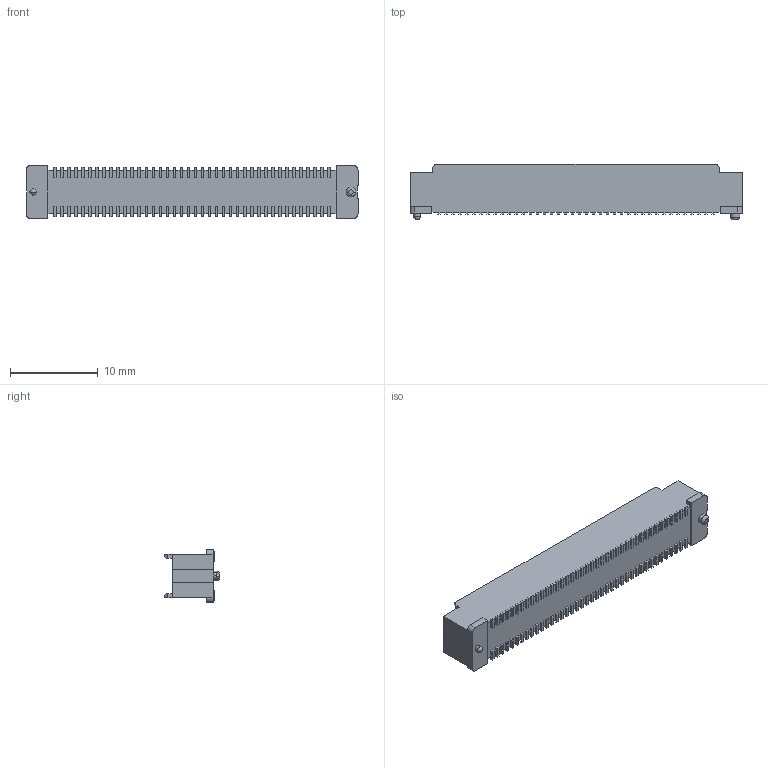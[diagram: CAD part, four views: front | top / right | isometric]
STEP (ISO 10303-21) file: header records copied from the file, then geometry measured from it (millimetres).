
FILE_DESCRIPTION((''),'2;1');
FILE_NAME('61083-082X0XXX','2014-01-07T',('sungm'),('FCI'),'PRO/ENGINEER BY PARAMETRIC TECHNOLOGY CORPORATION, 2013150','PRO/ENGINEER BY PARAMETRIC TECHNOLOGY CORPORATION, 2013150','');
FILE_SCHEMA(('CONFIG_CONTROL_DESIGN'));
Length unit declared in the file: millimetre
Products named in the file (1): 61083-082X0XXX
Bounding box: 37.8 x 6.35 x 6 mm (x, y, z)
Volume: 632.2 mm3; surface area: 1315.5 mm2
Topology: 1 solids, 1 shells, 978 faces, 2711 edges, 1741 vertices
Faces by surface type: plane 942, cylinder 16, cone 16, sphere 2, bspline 2
Entity records: 30431 total; most frequent: CARTESIAN_POINT 5482, ORIENTED_EDGE 5418, DIRECTION 4715, EDGE_CURVE 2709, VECTOR 2655, LINE 2655, VERTEX_POINT 1741, AXIS2_PLACEMENT_3D 1030
